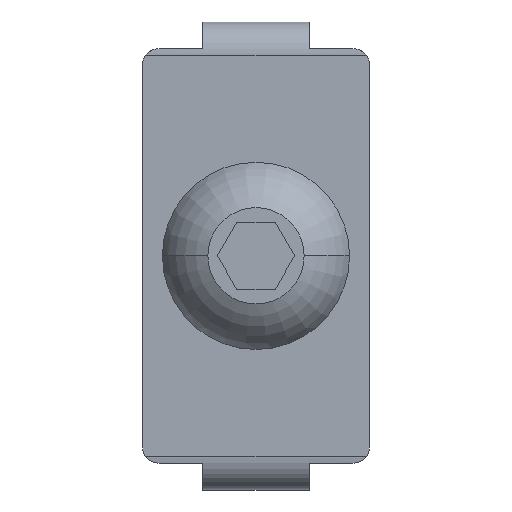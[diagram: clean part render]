
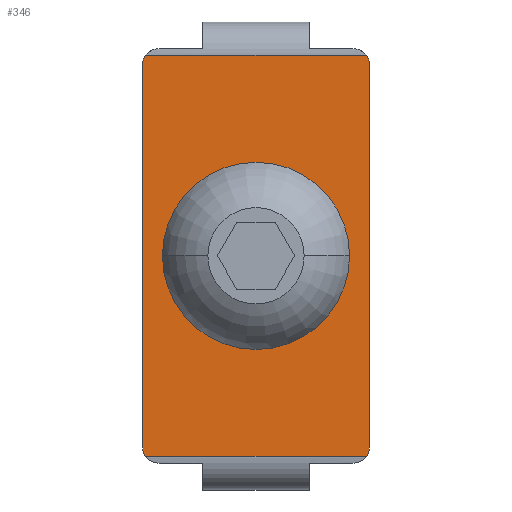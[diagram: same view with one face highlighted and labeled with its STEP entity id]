
A CAD part, top view. The second image highlights one B-rep face of the part: STEP entity #346.
In plain terms, the highlighted planar face has unit normal (0, 0, 1).
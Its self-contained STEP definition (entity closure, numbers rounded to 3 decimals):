
#58 = DIRECTION ( 'NONE',  ( -1., 0., 0. ) ) ;
#62 = VERTEX_POINT ( 'NONE', #1652 ) ;
#77 = LINE ( 'NONE', #210, #1758 ) ;
#97 = ORIENTED_EDGE ( 'NONE', *, *, #2111, .T. ) ;
#105 = DIRECTION ( 'NONE',  ( 0., 0., -1. ) ) ;
#133 = AXIS2_PLACEMENT_3D ( 'NONE', #1430, #1930, #1754 ) ;
#135 = DIRECTION ( 'NONE',  ( -1., 0., 0. ) ) ;
#210 = CARTESIAN_POINT ( 'NONE',  ( -8.5, -15., 6.7 ) ) ;
#232 = CARTESIAN_POINT ( 'NONE',  ( 7.25, 14.25, 6.7 ) ) ;
#247 = VERTEX_POINT ( 'NONE', #584 ) ;
#269 = CARTESIAN_POINT ( 'NONE',  ( 8.5, -14.25, 6.7 ) ) ;
#273 = ORIENTED_EDGE ( 'NONE', *, *, #2021, .T. ) ;
#300 = DIRECTION ( 'NONE',  ( -1., 0., 0. ) ) ;
#334 = CARTESIAN_POINT ( 'NONE',  ( -7., 0., 6.7 ) ) ;
#346 = ADVANCED_FACE ( 'NONE', ( #715, #590 ), #614, .T. ) ;
#367 = EDGE_CURVE ( 'NONE', #851, #527, #1403, .T. ) ;
#369 = CARTESIAN_POINT ( 'NONE',  ( -8.25, 15., 6.7 ) ) ;
#381 = EDGE_CURVE ( 'NONE', #62, #773, #2044, .T. ) ;
#422 = CARTESIAN_POINT ( 'NONE',  ( -8.5, 0., 6.7 ) ) ;
#423 = LINE ( 'NONE', #422, #2123 ) ;
#435 = VERTEX_POINT ( 'NONE', #955 ) ;
#454 = DIRECTION ( 'NONE',  ( -1., 0., 0. ) ) ;
#497 = CARTESIAN_POINT ( 'NONE',  ( -7.25, -14.25, 6.7 ) ) ;
#527 = VERTEX_POINT ( 'NONE', #1691 ) ;
#567 = AXIS2_PLACEMENT_3D ( 'NONE', #2127, #1441, #300 ) ;
#578 = ORIENTED_EDGE ( 'NONE', *, *, #381, .F. ) ;
#584 = CARTESIAN_POINT ( 'NONE',  ( -8.25, -15., 6.7 ) ) ;
#590 = FACE_OUTER_BOUND ( 'NONE', #1335, .T. ) ;
#606 = DIRECTION ( 'NONE',  ( 1., 0., 0. ) ) ;
#614 = PLANE ( 'NONE',  #133 ) ;
#624 = AXIS2_PLACEMENT_3D ( 'NONE', #232, #1061, #58 ) ;
#635 = AXIS2_PLACEMENT_3D ( 'NONE', #1274, #105, #454 ) ;
#658 = CARTESIAN_POINT ( 'NONE',  ( 7.25, -14.25, 6.7 ) ) ;
#678 = DIRECTION ( 'NONE',  ( 0., 0., -1. ) ) ;
#687 = AXIS2_PLACEMENT_3D ( 'NONE', #658, #1801, #135 ) ;
#715 = FACE_BOUND ( 'NONE', #1671, .T. ) ;
#773 = VERTEX_POINT ( 'NONE', #269 ) ;
#786 = VERTEX_POINT ( 'NONE', #1112 ) ;
#845 = EDGE_CURVE ( 'NONE', #773, #1233, #1505, .T. ) ;
#847 = CIRCLE ( 'NONE', #865, 1.25 ) ;
#851 = VERTEX_POINT ( 'NONE', #334 ) ;
#865 = AXIS2_PLACEMENT_3D ( 'NONE', #497, #678, #1819 ) ;
#911 = EDGE_CURVE ( 'NONE', #247, #786, #847, .T. ) ;
#921 = EDGE_CURVE ( 'NONE', #527, #851, #1867, .T. ) ;
#955 = CARTESIAN_POINT ( 'NONE',  ( 8.25, 15., 6.7 ) ) ;
#981 = DIRECTION ( 'NONE',  ( -1., 0., 0. ) ) ;
#1053 = ORIENTED_EDGE ( 'NONE', *, *, #1130, .F. ) ;
#1061 = DIRECTION ( 'NONE',  ( 0., 0., -1. ) ) ;
#1085 = ORIENTED_EDGE ( 'NONE', *, *, #845, .F. ) ;
#1112 = CARTESIAN_POINT ( 'NONE',  ( -8.5, -14.25, 6.7 ) ) ;
#1130 = EDGE_CURVE ( 'NONE', #435, #62, #1162, .T. ) ;
#1162 = CIRCLE ( 'NONE', #624, 1.25 ) ;
#1180 = LINE ( 'NONE', #1908, #1500 ) ;
#1233 = VERTEX_POINT ( 'NONE', #1904 ) ;
#1274 = CARTESIAN_POINT ( 'NONE',  ( 0., 0., 6.7 ) ) ;
#1304 = CARTESIAN_POINT ( 'NONE',  ( -8.5, 14.25, 6.7 ) ) ;
#1312 = DIRECTION ( 'NONE',  ( 0., 0., -1. ) ) ;
#1335 = EDGE_LOOP ( 'NONE', ( #1085, #578, #1053, #1751, #97, #273, #1718, #1752 ) ) ;
#1403 = CIRCLE ( 'NONE', #635, 7. ) ;
#1430 = CARTESIAN_POINT ( 'NONE',  ( -8.5, 7.5, 6.7 ) ) ;
#1441 = DIRECTION ( 'NONE',  ( 0., 0., 1. ) ) ;
#1449 = DIRECTION ( 'NONE',  ( 0., -1., 0. ) ) ;
#1477 = CARTESIAN_POINT ( 'NONE',  ( 0., 0., 6.7 ) ) ;
#1497 = AXIS2_PLACEMENT_3D ( 'NONE', #1477, #1312, #981 ) ;
#1500 = VECTOR ( 'NONE', #606, 1000. ) ;
#1505 = CIRCLE ( 'NONE', #687, 1.25 ) ;
#1507 = VECTOR ( 'NONE', #1449, 1000. ) ;
#1516 = VERTEX_POINT ( 'NONE', #1304 ) ;
#1560 = EDGE_CURVE ( 'NONE', #247, #1233, #77, .T. ) ;
#1591 = DIRECTION ( 'NONE',  ( 0., -1., 0. ) ) ;
#1624 = VERTEX_POINT ( 'NONE', #369 ) ;
#1652 = CARTESIAN_POINT ( 'NONE',  ( 8.5, 14.25, 6.7 ) ) ;
#1671 = EDGE_LOOP ( 'NONE', ( #1903, #1799 ) ) ;
#1691 = CARTESIAN_POINT ( 'NONE',  ( 7., 0., 6.7 ) ) ;
#1718 = ORIENTED_EDGE ( 'NONE', *, *, #911, .F. ) ;
#1751 = ORIENTED_EDGE ( 'NONE', *, *, #2063, .F. ) ;
#1752 = ORIENTED_EDGE ( 'NONE', *, *, #1560, .T. ) ;
#1754 = DIRECTION ( 'NONE',  ( 1., 0., 0. ) ) ;
#1758 = VECTOR ( 'NONE', #2010, 1000. ) ;
#1799 = ORIENTED_EDGE ( 'NONE', *, *, #921, .T. ) ;
#1801 = DIRECTION ( 'NONE',  ( 0., 0., -1. ) ) ;
#1819 = DIRECTION ( 'NONE',  ( -1., 0., 0. ) ) ;
#1867 = CIRCLE ( 'NONE', #1497, 7. ) ;
#1903 = ORIENTED_EDGE ( 'NONE', *, *, #367, .T. ) ;
#1904 = CARTESIAN_POINT ( 'NONE',  ( 8.25, -15., 6.7 ) ) ;
#1908 = CARTESIAN_POINT ( 'NONE',  ( -8.5, 15., 6.7 ) ) ;
#1930 = DIRECTION ( 'NONE',  ( 0., 0., 1. ) ) ;
#2010 = DIRECTION ( 'NONE',  ( 1., 0., 0. ) ) ;
#2021 = EDGE_CURVE ( 'NONE', #1516, #786, #423, .T. ) ;
#2044 = LINE ( 'NONE', #2095, #1507 ) ;
#2063 = EDGE_CURVE ( 'NONE', #1624, #435, #1180, .T. ) ;
#2095 = CARTESIAN_POINT ( 'NONE',  ( 8.5, 0., 6.7 ) ) ;
#2111 = EDGE_CURVE ( 'NONE', #1624, #1516, #2143, .T. ) ;
#2123 = VECTOR ( 'NONE', #1591, 1000. ) ;
#2127 = CARTESIAN_POINT ( 'NONE',  ( -7.25, 14.25, 6.7 ) ) ;
#2143 = CIRCLE ( 'NONE', #567, 1.25 ) ;
